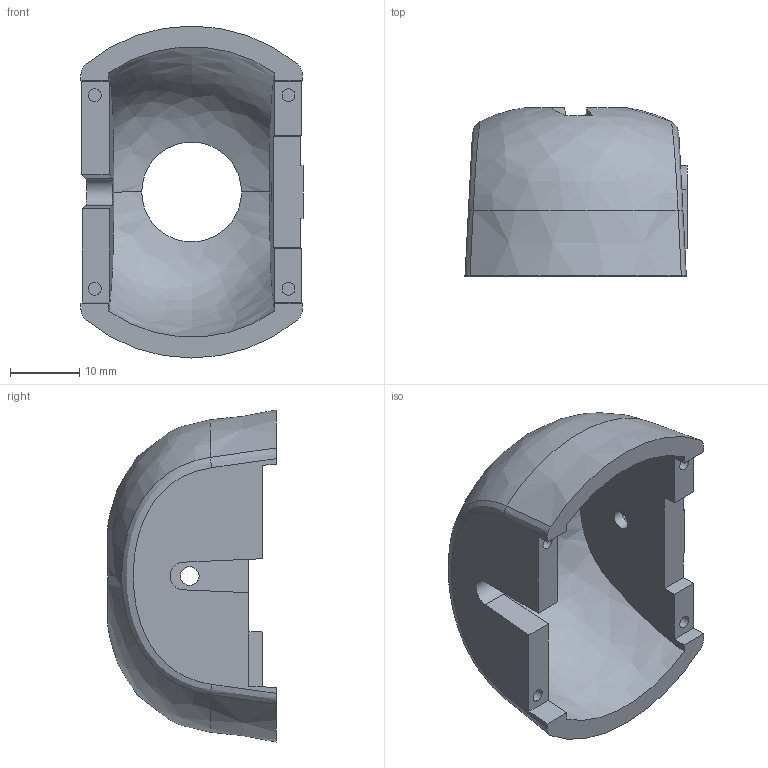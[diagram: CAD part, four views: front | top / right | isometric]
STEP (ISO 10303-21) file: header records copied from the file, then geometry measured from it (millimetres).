
FILE_DESCRIPTION(/* description */ ('STEP AP242','CAx-IF Rec.Pracs.---Representation and Presentation of Product Manufacturing Information (PMI)---4.0---2014-10-13','CAx-IF Rec.Pracs.---3D Tessellated Geometry---0.4---2014-09-14','2;1'),/* implementation_level */ '2;1');
FILE_NAME(/* name */ '6605c290d1575b2a8010f845',/* time_stamp */ '2024-03-28T19:18:40Z',/* author */ (''),/* organization */ (''),/* preprocessor_version */ 'ST-DEVELOPER v19.4',/* originating_system */ ' ',/* authorisation */ ' ');
FILE_SCHEMA (('AP242_MANAGED_MODEL_BASED_3D_ENGINEERING_MIM_LF { 1 0 10303 442 1 1 4 }'));
Length unit declared in the file: metre
Products named in the file (1): CAMTILT-P-LOW-LIGHT-HD-USB-R7
Bounding box: 32.1 x 24.36 x 48 mm (x, y, z)
Volume: 9656.9 mm3; surface area: 6603.3 mm2
Topology: 1 solids, 1 shells, 85 faces, 241 edges, 161 vertices
Faces by surface type: plane 57, bspline 16, cylinder 7, cone 5
Full cylindrical faces by diameter (mm): 1.85 x4, 2.7 x1
Entity records: 3579 total; most frequent: CARTESIAN_POINT 1486, ORIENTED_EDGE 460, DIRECTION 372, EDGE_CURVE 230, VERTEX_POINT 156, LINE 150, VECTOR 150, AXIS2_PLACEMENT_3D 111
